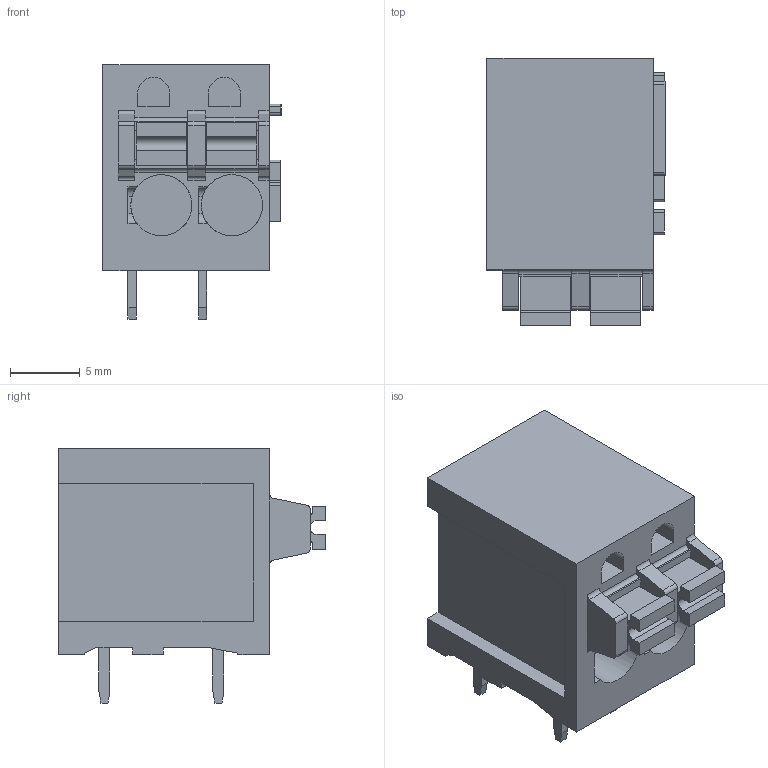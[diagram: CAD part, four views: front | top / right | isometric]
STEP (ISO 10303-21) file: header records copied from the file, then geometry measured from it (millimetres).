
FILE_DESCRIPTION(('CATIA V5 STEP Exchange','CAx-IF Rec.Pracs.--- Model Styling and Organization---1.2---2011-12-15'),'2;1');
FILE_NAME ('D1451097_0_1330710000_1330710000.stp','2018-09-07T11:11:40+00:00',('none'),('Weidmueller'),'CATIA Version 5-6 Release 2014','CATIA V5 STEP AP214','none');
FILE_SCHEMA(('AUTOMOTIVE_DESIGN { 1 0 10303 214 1 1 1 1 }'));
Length unit declared in the file: millimetre
Products named in the file (1): 1330710000
Bounding box: 12.81 x 19.2 x 18.3 mm (x, y, z)
Volume: 2418 mm3; surface area: 1835.8 mm2
Topology: 7 solids, 7 shells, 190 faces, 507 edges, 338 vertices
Faces by surface type: plane 143, cylinder 47
Entity records: 5561 total; most frequent: ORIENTED_EDGE 1014, CARTESIAN_POINT 1004, DIRECTION 773, EDGE_CURVE 507, VECTOR 407, LINE 407, VERTEX_POINT 338, AXIS2_PLACEMENT_3D 231
